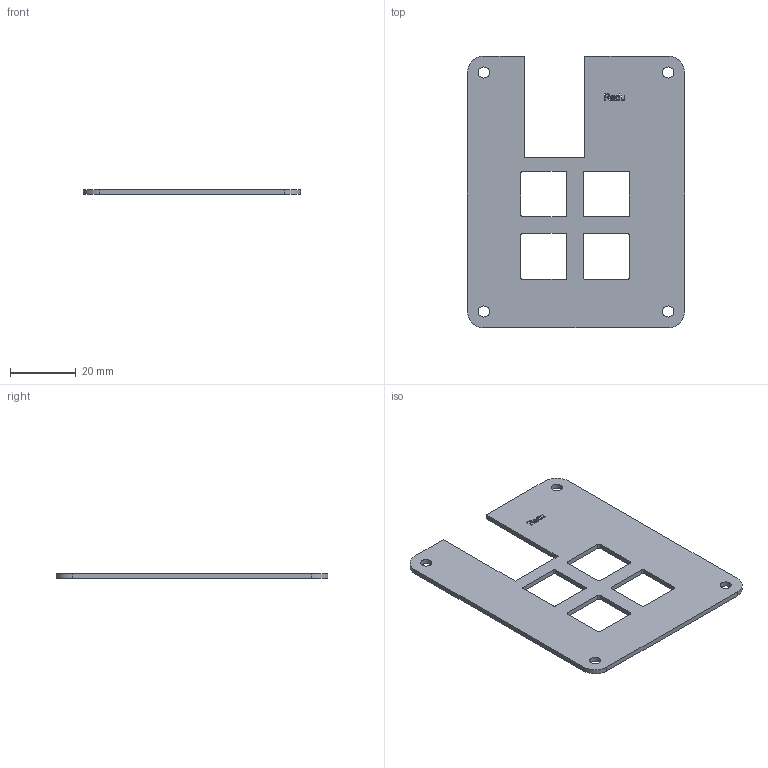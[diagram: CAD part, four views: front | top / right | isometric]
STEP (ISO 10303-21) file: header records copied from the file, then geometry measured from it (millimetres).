
FILE_DESCRIPTION(/* description */ (''),/* implementation_level */ '2;1');
FILE_NAME(/* name */ 'HackPad Case Top.step',/* time_stamp */ '2026-02-01T17:13:32+01:00',/* author */ (''),/* organization */ (''),/* preprocessor_version */ 'ST-DEVELOPER v20.1',/* originating_system */ 'Autodesk Translation Framework v14.24.0.0',/* authorisation */ '');
FILE_SCHEMA (('AUTOMOTIVE_DESIGN { 1 0 10303 214 3 1 1 }'));
Length unit declared in the file: millimetre
Products named in the file (1): 2026-02-01-16-34-01-297
Bounding box: 66.24 x 82.91 x 1.5 mm (x, y, z)
Volume: 6110.4 mm3; surface area: 9127.7 mm2
Topology: 4 solids, 4 shells, 161 faces, 459 edges, 306 vertices
Faces by surface type: bspline 77, plane 60, cylinder 24
Full cylindrical faces by diameter (mm): 3.4 x4
Entity records: 6029 total; most frequent: CARTESIAN_POINT 2236, ORIENTED_EDGE 918, DIRECTION 523, EDGE_CURVE 459, VERTEX_POINT 306, LINE 257, VECTOR 257, EDGE_LOOP 185
